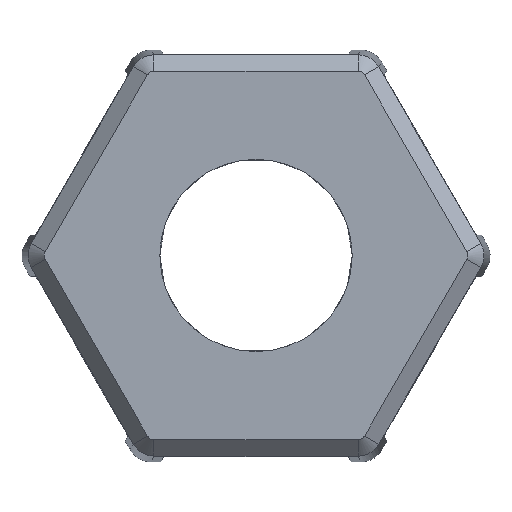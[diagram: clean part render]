
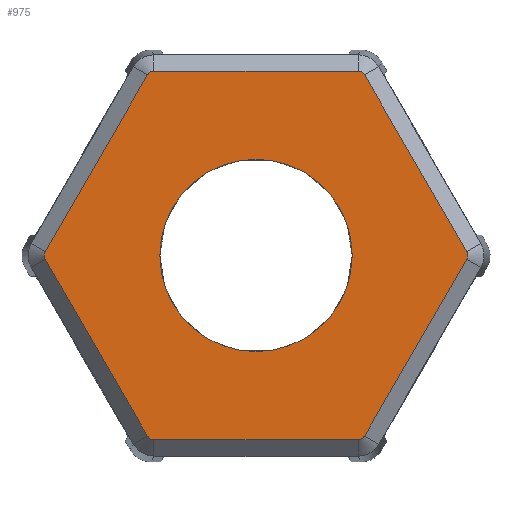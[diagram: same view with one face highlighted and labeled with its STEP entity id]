
A CAD part, top view. The second image highlights one B-rep face of the part: STEP entity #975.
In plain terms, the highlighted planar face has unit normal (0, 0, 1).
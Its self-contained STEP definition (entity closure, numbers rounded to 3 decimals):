
#23 = VERTEX_POINT ( 'NONE', #66 ) ;
#57 = ORIENTED_EDGE ( 'NONE', *, *, #2336, .T. ) ;
#64 = CARTESIAN_POINT ( 'NONE',  ( 0., 0., 10. ) ) ;
#66 = CARTESIAN_POINT ( 'NONE',  ( -6.678, 0.116, 10. ) ) ;
#100 = EDGE_CURVE ( 'NONE', #888, #1328, #527, .T. ) ;
#178 = CARTESIAN_POINT ( 'NONE',  ( 3.238, 5.841, 10. ) ) ;
#182 = EDGE_CURVE ( 'NONE', #1328, #1385, #1280, .T. ) ;
#187 = CARTESIAN_POINT ( 'NONE',  ( -3.238, -5.841, 10. ) ) ;
#192 = DIRECTION ( 'NONE',  ( 0., 0., 1. ) ) ;
#209 = CARTESIAN_POINT ( 'NONE',  ( 3.048, 0., 10. ) ) ;
#229 = CARTESIAN_POINT ( 'NONE',  ( -6.675, 0.12, 10. ) ) ;
#243 = CARTESIAN_POINT ( 'NONE',  ( -3.442, -5.721, 10. ) ) ;
#287 = CIRCLE ( 'NONE', #2361, 3.048 ) ;
#307 = CARTESIAN_POINT ( 'NONE',  ( -3.238, 5.841, 10. ) ) ;
#323 = VERTEX_POINT ( 'NONE', #2032 ) ;
#405 = CARTESIAN_POINT ( 'NONE',  ( -3.233, 5.841, 10. ) ) ;
#409 = VERTEX_POINT ( 'NONE', #972 ) ;
#427 = DIRECTION ( 'NONE',  ( -0.5, -0.866, 0. ) ) ;
#436 = ORIENTED_EDGE ( 'NONE', *, *, #1703, .T. ) ;
#437 = CARTESIAN_POINT ( 'NONE',  ( 3.439, 5.725, 10. ) ) ;
#444 = CARTESIAN_POINT ( 'NONE',  ( -6.678, 0.116, 10. ) ) ;
#452 = CARTESIAN_POINT ( 'NONE',  ( 3.319, -5.841, 10. ) ) ;
#474 = CARTESIAN_POINT ( 'NONE',  ( 3.398, -5.797, 10. ) ) ;
#494 = EDGE_CURVE ( 'NONE', #986, #2257, #1622, .T. ) ;
#514 = B_SPLINE_CURVE_WITH_KNOTS ( 'NONE', 3,
 ( #444, #1918, #821, #1534 ),
 .UNSPECIFIED., .F., .F.,
 ( 4, 4 ),
 ( 0., 1. ),
 .UNSPECIFIED. ) ;
#526 = DIRECTION ( 'NONE',  ( 0.5, 0.866, 0. ) ) ;
#527 = LINE ( 'NONE', #243, #1820 ) ;
#567 = VERTEX_POINT ( 'NONE', #1398 ) ;
#578 = EDGE_CURVE ( 'NONE', #1711, #323, #1233, .T. ) ;
#596 = EDGE_CURVE ( 'NONE', #2389, #1913, #287, .T. ) ;
#685 = CARTESIAN_POINT ( 'NONE',  ( -3.321, -5.841, 10. ) ) ;
#711 = B_SPLINE_CURVE_WITH_KNOTS ( 'NONE', 3,
 ( #1069, #1459, #881, #2355 ),
 .UNSPECIFIED., .F., .F.,
 ( 4, 4 ),
 ( 0., 1. ),
 .UNSPECIFIED. ) ;
#721 = LINE ( 'NONE', #1849, #2393 ) ;
#737 = DIRECTION ( 'NONE',  ( 1., 0., 0. ) ) ;
#744 = DIRECTION ( 'NONE',  ( -0.5, 0.866, 0. ) ) ;
#808 = CARTESIAN_POINT ( 'NONE',  ( 0., 0., 10. ) ) ;
#821 = CARTESIAN_POINT ( 'NONE',  ( -6.719, -0.044, 10. ) ) ;
#843 = B_SPLINE_CURVE_WITH_KNOTS ( 'NONE', 3,
 ( #307, #1033, #1598, #1242 ),
 .UNSPECIFIED., .F., .F.,
 ( 4, 4 ),
 ( 0., 1. ),
 .UNSPECIFIED. ) ;
#880 = DIRECTION ( 'NONE',  ( 1., 0., 0. ) ) ;
#881 = CARTESIAN_POINT ( 'NONE',  ( 6.719, 0.044, 10. ) ) ;
#888 = VERTEX_POINT ( 'NONE', #2210 ) ;
#896 = AXIS2_PLACEMENT_3D ( 'NONE', #808, #1175, #1518 ) ;
#917 = CARTESIAN_POINT ( 'NONE',  ( 3.233, -5.841, 10. ) ) ;
#946 = EDGE_CURVE ( 'NONE', #1929, #23, #1427, .T. ) ;
#972 = CARTESIAN_POINT ( 'NONE',  ( 6.678, 0.116, 10. ) ) ;
#975 = ADVANCED_FACE ( 'NONE', ( #1476, #1924 ), #1352, .T. ) ;
#986 = VERTEX_POINT ( 'NONE', #1188 ) ;
#997 = CARTESIAN_POINT ( 'NONE',  ( 3.238, -5.841, 10. ) ) ;
#1033 = CARTESIAN_POINT ( 'NONE',  ( -3.319, 5.841, 10. ) ) ;
#1065 = CARTESIAN_POINT ( 'NONE',  ( -3.399, -5.795, 10. ) ) ;
#1069 = CARTESIAN_POINT ( 'NONE',  ( 6.678, -0.116, 10. ) ) ;
#1129 = VERTEX_POINT ( 'NONE', #1790 ) ;
#1175 = DIRECTION ( 'NONE',  ( 0., 0., 1. ) ) ;
#1179 = LINE ( 'NONE', #405, #1942 ) ;
#1188 = CARTESIAN_POINT ( 'NONE',  ( 3.439, 5.725, 10. ) ) ;
#1192 = CARTESIAN_POINT ( 'NONE',  ( 3.238, 5.841, 10. ) ) ;
#1208 = CARTESIAN_POINT ( 'NONE',  ( 3.399, 5.795, 10. ) ) ;
#1233 = B_SPLINE_CURVE_WITH_KNOTS ( 'NONE', 3,
 ( #997, #452, #474, #2112 ),
 .UNSPECIFIED., .F., .F.,
 ( 4, 4 ),
 ( 0., 1. ),
 .UNSPECIFIED. ) ;
#1242 = CARTESIAN_POINT ( 'NONE',  ( -3.439, 5.725, 10. ) ) ;
#1269 = EDGE_CURVE ( 'NONE', #1385, #1711, #1786, .T. ) ;
#1280 = B_SPLINE_CURVE_WITH_KNOTS ( 'NONE', 3,
 ( #1423, #1065, #685, #2339 ),
 .UNSPECIFIED., .F., .F.,
 ( 4, 4 ),
 ( 0., 1. ),
 .UNSPECIFIED. ) ;
#1302 = DIRECTION ( 'NONE',  ( 1., 0., 0. ) ) ;
#1317 = CARTESIAN_POINT ( 'NONE',  ( -3.439, 5.725, 10. ) ) ;
#1328 = VERTEX_POINT ( 'NONE', #2212 ) ;
#1345 = ORIENTED_EDGE ( 'NONE', *, *, #494, .T. ) ;
#1352 = PLANE ( 'NONE',  #896 ) ;
#1354 = CIRCLE ( 'NONE', #1695, 3.048 ) ;
#1385 = VERTEX_POINT ( 'NONE', #187 ) ;
#1398 = CARTESIAN_POINT ( 'NONE',  ( -3.238, 5.841, 10. ) ) ;
#1423 = CARTESIAN_POINT ( 'NONE',  ( -3.439, -5.725, 10. ) ) ;
#1427 = LINE ( 'NONE', #229, #2368 ) ;
#1448 = EDGE_LOOP ( 'NONE', ( #2038, #1484 ) ) ;
#1459 = CARTESIAN_POINT ( 'NONE',  ( 6.718, -0.046, 10. ) ) ;
#1476 = FACE_OUTER_BOUND ( 'NONE', #1507, .T. ) ;
#1484 = ORIENTED_EDGE ( 'NONE', *, *, #1763, .F. ) ;
#1507 = EDGE_LOOP ( 'NONE', ( #1345, #57, #2304, #1718, #1994, #2162, #1681, #2300, #2331, #2203, #436, #1804 ) ) ;
#1518 = DIRECTION ( 'NONE',  ( 1., 0., 0. ) ) ;
#1534 = CARTESIAN_POINT ( 'NONE',  ( -6.678, -0.116, 10. ) ) ;
#1537 = DIRECTION ( 'NONE',  ( 0.5, -0.866, 0. ) ) ;
#1598 = CARTESIAN_POINT ( 'NONE',  ( -3.398, 5.797, 10. ) ) ;
#1609 = VECTOR ( 'NONE', #1302, 1000. ) ;
#1622 = B_SPLINE_CURVE_WITH_KNOTS ( 'NONE', 3,
 ( #437, #1208, #2296, #1192 ),
 .UNSPECIFIED., .F., .F.,
 ( 4, 4 ),
 ( 0., 1. ),
 .UNSPECIFIED. ) ;
#1632 = CARTESIAN_POINT ( 'NONE',  ( 3.238, -5.841, 10. ) ) ;
#1657 = EDGE_CURVE ( 'NONE', #323, #1129, #1917, .T. ) ;
#1681 = ORIENTED_EDGE ( 'NONE', *, *, #182, .T. ) ;
#1695 = AXIS2_PLACEMENT_3D ( 'NONE', #2217, #192, #737 ) ;
#1703 = EDGE_CURVE ( 'NONE', #1129, #409, #711, .T. ) ;
#1711 = VERTEX_POINT ( 'NONE', #1632 ) ;
#1718 = ORIENTED_EDGE ( 'NONE', *, *, #946, .T. ) ;
#1763 = EDGE_CURVE ( 'NONE', #1913, #2389, #1354, .T. ) ;
#1777 = DIRECTION ( 'NONE',  ( 0., 0., 1. ) ) ;
#1786 = LINE ( 'NONE', #917, #1609 ) ;
#1788 = CARTESIAN_POINT ( 'NONE',  ( 6.675, -0.12, 10. ) ) ;
#1790 = CARTESIAN_POINT ( 'NONE',  ( 6.678, -0.116, 10. ) ) ;
#1804 = ORIENTED_EDGE ( 'NONE', *, *, #1884, .T. ) ;
#1820 = VECTOR ( 'NONE', #1537, 1000. ) ;
#1849 = CARTESIAN_POINT ( 'NONE',  ( 3.442, 5.721, 10. ) ) ;
#1884 = EDGE_CURVE ( 'NONE', #409, #986, #721, .T. ) ;
#1913 = VERTEX_POINT ( 'NONE', #209 ) ;
#1917 = LINE ( 'NONE', #1788, #2227 ) ;
#1918 = CARTESIAN_POINT ( 'NONE',  ( -6.718, 0.046, 10. ) ) ;
#1924 = FACE_BOUND ( 'NONE', #1448, .T. ) ;
#1929 = VERTEX_POINT ( 'NONE', #1317 ) ;
#1942 = VECTOR ( 'NONE', #2223, 1000. ) ;
#1994 = ORIENTED_EDGE ( 'NONE', *, *, #2021, .T. ) ;
#2021 = EDGE_CURVE ( 'NONE', #23, #888, #514, .T. ) ;
#2032 = CARTESIAN_POINT ( 'NONE',  ( 3.439, -5.725, 10. ) ) ;
#2037 = CARTESIAN_POINT ( 'NONE',  ( -3.048, 0., 10. ) ) ;
#2038 = ORIENTED_EDGE ( 'NONE', *, *, #596, .F. ) ;
#2112 = CARTESIAN_POINT ( 'NONE',  ( 3.439, -5.725, 10. ) ) ;
#2144 = EDGE_CURVE ( 'NONE', #567, #1929, #843, .T. ) ;
#2162 = ORIENTED_EDGE ( 'NONE', *, *, #100, .T. ) ;
#2203 = ORIENTED_EDGE ( 'NONE', *, *, #1657, .T. ) ;
#2210 = CARTESIAN_POINT ( 'NONE',  ( -6.678, -0.116, 10. ) ) ;
#2212 = CARTESIAN_POINT ( 'NONE',  ( -3.439, -5.725, 10. ) ) ;
#2217 = CARTESIAN_POINT ( 'NONE',  ( 0., 0., 10. ) ) ;
#2223 = DIRECTION ( 'NONE',  ( -1., 0., 0. ) ) ;
#2227 = VECTOR ( 'NONE', #526, 1000. ) ;
#2257 = VERTEX_POINT ( 'NONE', #178 ) ;
#2296 = CARTESIAN_POINT ( 'NONE',  ( 3.321, 5.841, 10. ) ) ;
#2300 = ORIENTED_EDGE ( 'NONE', *, *, #1269, .T. ) ;
#2304 = ORIENTED_EDGE ( 'NONE', *, *, #2144, .T. ) ;
#2331 = ORIENTED_EDGE ( 'NONE', *, *, #578, .T. ) ;
#2336 = EDGE_CURVE ( 'NONE', #2257, #567, #1179, .T. ) ;
#2339 = CARTESIAN_POINT ( 'NONE',  ( -3.238, -5.841, 10. ) ) ;
#2355 = CARTESIAN_POINT ( 'NONE',  ( 6.678, 0.116, 10. ) ) ;
#2361 = AXIS2_PLACEMENT_3D ( 'NONE', #64, #1777, #880 ) ;
#2368 = VECTOR ( 'NONE', #427, 1000. ) ;
#2389 = VERTEX_POINT ( 'NONE', #2037 ) ;
#2393 = VECTOR ( 'NONE', #744, 1000. ) ;
